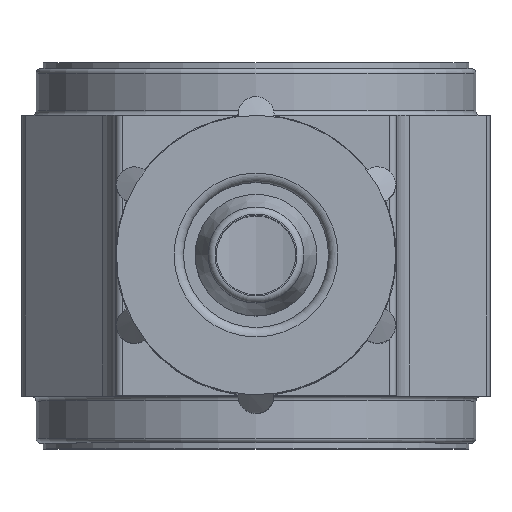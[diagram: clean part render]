
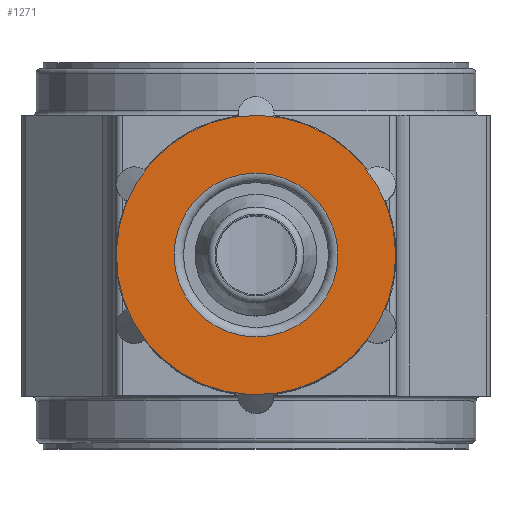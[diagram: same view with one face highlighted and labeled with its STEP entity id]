
A CAD part, top view. The second image highlights one B-rep face of the part: STEP entity #1271.
In plain terms, the highlighted face is planar.
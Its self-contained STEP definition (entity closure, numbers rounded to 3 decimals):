
#208=PLANE('',#1435);
#467=ORIENTED_EDGE('',*,*,#677,.F.);
#468=ORIENTED_EDGE('',*,*,#678,.F.);
#677=EDGE_CURVE('',#811,#811,#898,.T.);
#678=EDGE_CURVE('',#812,#812,#899,.F.);
#811=VERTEX_POINT('',#2183);
#812=VERTEX_POINT('',#2185);
#898=CIRCLE('',#1436,3.5);
#899=CIRCLE('',#1437,5.97);
#1012=EDGE_LOOP('',(#467));
#1013=EDGE_LOOP('',(#468));
#1138=FACE_BOUND('',#1012,.T.);
#1139=FACE_BOUND('',#1013,.T.);
#1271=ADVANCED_FACE('',(#1138,#1139),#208,.T.);
#1435=AXIS2_PLACEMENT_3D('',#2181,#1767,#1768);
#1436=AXIS2_PLACEMENT_3D('',#2182,#1769,#1770);
#1437=AXIS2_PLACEMENT_3D('',#2184,#1771,#1772);
#1767=DIRECTION('',(1.,0.,0.));
#1768=DIRECTION('',(0.,0.,-1.));
#1769=DIRECTION('',(1.,0.,0.));
#1770=DIRECTION('',(0.,0.,-1.));
#1771=DIRECTION('',(1.,0.,0.));
#1772=DIRECTION('',(0.,0.,-1.));
#2181=CARTESIAN_POINT('',(12.5,1.5,2.598));
#2182=CARTESIAN_POINT('',(12.5,0.,0.));
#2183=CARTESIAN_POINT('',(12.5,0.,-3.5));
#2184=CARTESIAN_POINT('',(12.5,0.,0.));
#2185=CARTESIAN_POINT('',(12.5,0.,-5.97));
